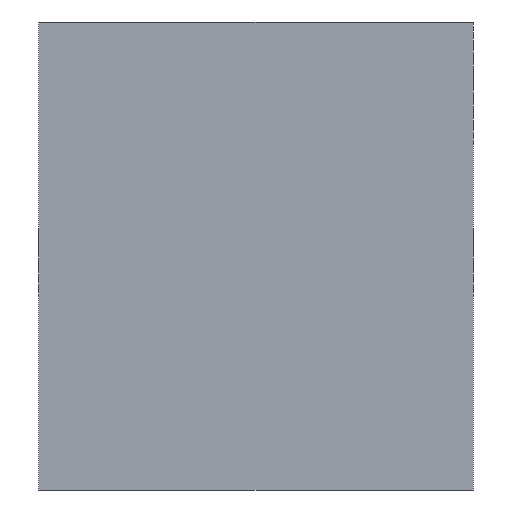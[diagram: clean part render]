
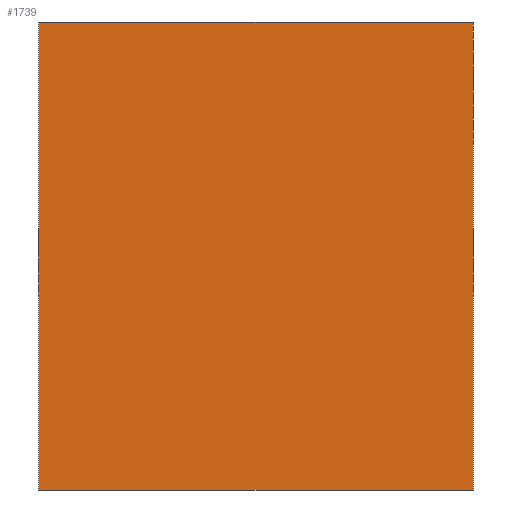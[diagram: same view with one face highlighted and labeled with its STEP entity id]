
A CAD part, front view. The second image highlights one B-rep face of the part: STEP entity #1739.
In plain terms, the highlighted planar face has unit normal (0, -1, 0).
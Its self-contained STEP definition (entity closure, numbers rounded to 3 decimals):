
#138=FACE_OUTER_BOUND('',#248,.T.);
#248=EDGE_LOOP('',(#1547,#1548,#1549,#1550));
#293=LINE('',#2408,#510);
#422=LINE('',#2687,#639);
#466=LINE('',#2847,#683);
#467=LINE('',#2848,#684);
#510=VECTOR('',#1967,10.);
#639=VECTOR('',#2174,10.);
#683=VECTOR('',#2288,10.);
#684=VECTOR('',#2289,10.);
#727=VERTEX_POINT('',#2396);
#732=VERTEX_POINT('',#2406);
#843=VERTEX_POINT('',#2686);
#852=VERTEX_POINT('',#2846);
#905=EDGE_CURVE('',#732,#727,#293,.T.);
#1035=EDGE_CURVE('',#843,#727,#422,.T.);
#1086=EDGE_CURVE('',#852,#843,#466,.T.);
#1087=EDGE_CURVE('',#852,#732,#467,.T.);
#1547=ORIENTED_EDGE('',*,*,#1086,.T.);
#1548=ORIENTED_EDGE('',*,*,#1035,.T.);
#1549=ORIENTED_EDGE('',*,*,#905,.F.);
#1550=ORIENTED_EDGE('',*,*,#1087,.F.);
#1647=PLANE('',#1861);
#1739=ADVANCED_FACE('',(#138),#1647,.T.);
#1861=AXIS2_PLACEMENT_3D('',#2845,#2286,#2287);
#1967=DIRECTION('',(1.,0.,0.));
#2174=DIRECTION('',(0.,0.,1.));
#2286=DIRECTION('center_axis',(0.,-1.,0.));
#2287=DIRECTION('ref_axis',(1.,0.,0.));
#2288=DIRECTION('',(1.,0.,0.));
#2289=DIRECTION('',(0.,0.,1.));
#2396=CARTESIAN_POINT('',(32.5,-32.5,70.));
#2406=CARTESIAN_POINT('',(-32.5,-32.5,70.));
#2408=CARTESIAN_POINT('',(-32.5,-32.5,70.));
#2686=CARTESIAN_POINT('',(32.5,-32.5,0.));
#2687=CARTESIAN_POINT('',(32.5,-32.5,0.));
#2845=CARTESIAN_POINT('Origin',(-32.5,-32.5,0.));
#2846=CARTESIAN_POINT('',(-32.5,-32.5,0.));
#2847=CARTESIAN_POINT('',(-32.5,-32.5,0.));
#2848=CARTESIAN_POINT('',(-32.5,-32.5,0.));
